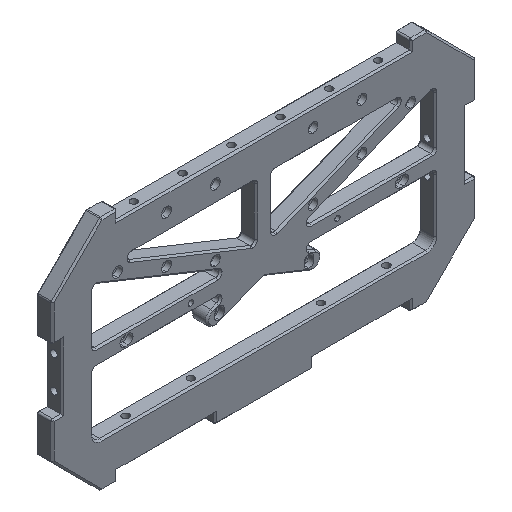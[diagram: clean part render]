
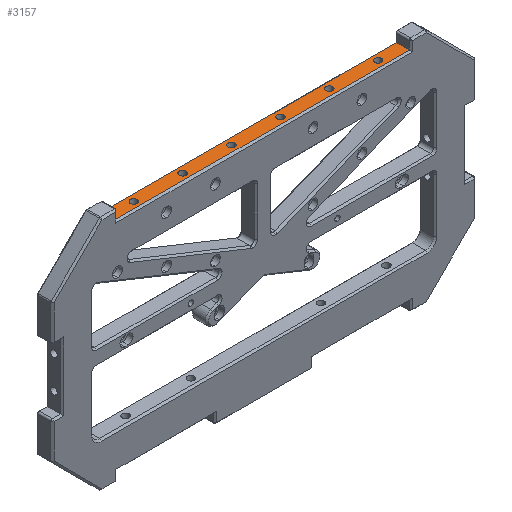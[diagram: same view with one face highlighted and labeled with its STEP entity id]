
A CAD part, isometric view. The second image highlights one B-rep face of the part: STEP entity #3157.
In plain terms, the highlighted planar face has unit normal (0, 0, 1).
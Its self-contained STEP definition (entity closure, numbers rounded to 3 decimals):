
#15 = VERTEX_POINT ( 'NONE', #7061 ) ;
#109 = CARTESIAN_POINT ( 'NONE',  ( -42.9, 0., 66.5 ) ) ;
#127 = EDGE_LOOP ( 'NONE', ( #6633, #2110 ) ) ;
#137 = CARTESIAN_POINT ( 'NONE',  ( 15., 0., 66.5 ) ) ;
#283 = LINE ( 'NONE', #11055, #6407 ) ;
#307 = DIRECTION ( 'NONE',  ( 0., 0., 1. ) ) ;
#321 = CARTESIAN_POINT ( 'NONE',  ( -77.1, 0., 66.5 ) ) ;
#444 = EDGE_LOOP ( 'NONE', ( #10825, #10707, #3616, #10392 ) ) ;
#505 = CARTESIAN_POINT ( 'NONE',  ( -45., 0., 66.5 ) ) ;
#560 = CARTESIAN_POINT ( 'NONE',  ( -17.1, 0., 66.5 ) ) ;
#606 = AXIS2_PLACEMENT_3D ( 'NONE', #9069, #11090, #7499 ) ;
#638 = LINE ( 'NONE', #11590, #6912 ) ;
#650 = AXIS2_PLACEMENT_3D ( 'NONE', #9232, #6364, #2778 ) ;
#665 = CARTESIAN_POINT ( 'NONE',  ( -45., 0., 66.5 ) ) ;
#708 = VECTOR ( 'NONE', #5621, 1000. ) ;
#766 = ORIENTED_EDGE ( 'NONE', *, *, #5677, .F. ) ;
#812 = FACE_BOUND ( 'NONE', #6425, .T. ) ;
#823 = CIRCLE ( 'NONE', #7316, 2.1 ) ;
#1187 = EDGE_CURVE ( 'NONE', #10295, #7683, #2093, .T. ) ;
#1269 = CARTESIAN_POINT ( 'NONE',  ( -90., 4., 66.5 ) ) ;
#1284 = ORIENTED_EDGE ( 'NONE', *, *, #9685, .F. ) ;
#1343 = CARTESIAN_POINT ( 'NONE',  ( -90., -4., 66.5 ) ) ;
#1398 = CIRCLE ( 'NONE', #2172, 2.1 ) ;
#1524 = ORIENTED_EDGE ( 'NONE', *, *, #1187, .F. ) ;
#1582 = DIRECTION ( 'NONE',  ( 0., 0., 1. ) ) ;
#1604 = FACE_BOUND ( 'NONE', #127, .T. ) ;
#1954 = VERTEX_POINT ( 'NONE', #7144 ) ;
#1971 = CARTESIAN_POINT ( 'NONE',  ( -90., 5., 66.5 ) ) ;
#1978 = EDGE_CURVE ( 'NONE', #5878, #9660, #4669, .T. ) ;
#2038 = VERTEX_POINT ( 'NONE', #1269 ) ;
#2084 = DIRECTION ( 'NONE',  ( 0., -1., 0. ) ) ;
#2093 = CIRCLE ( 'NONE', #5529, 2.1 ) ;
#2110 = ORIENTED_EDGE ( 'NONE', *, *, #6365, .F. ) ;
#2163 = CIRCLE ( 'NONE', #606, 2.1 ) ;
#2172 = AXIS2_PLACEMENT_3D ( 'NONE', #5203, #7945, #6317 ) ;
#2377 = AXIS2_PLACEMENT_3D ( 'NONE', #137, #7318, #10072 ) ;
#2464 = EDGE_CURVE ( 'NONE', #2038, #8360, #3828, .T. ) ;
#2666 = FACE_BOUND ( 'NONE', #3150, .T. ) ;
#2722 = ORIENTED_EDGE ( 'NONE', *, *, #6375, .F. ) ;
#2743 = CIRCLE ( 'NONE', #650, 2.1 ) ;
#2751 = DIRECTION ( 'NONE',  ( 1., 0., 0. ) ) ;
#2778 = DIRECTION ( 'NONE',  ( 1., 0., 0. ) ) ;
#3074 = AXIS2_PLACEMENT_3D ( 'NONE', #9939, #11751, #10622 ) ;
#3150 = EDGE_LOOP ( 'NONE', ( #4190, #1284 ) ) ;
#3157 = ADVANCED_FACE ( 'NONE', ( #10693, #11647, #1604, #812, #2666, #5317, #9730 ), #6143, .F. ) ;
#3166 = AXIS2_PLACEMENT_3D ( 'NONE', #6961, #1582, #8808 ) ;
#3236 = EDGE_CURVE ( 'NONE', #7683, #10295, #2163, .T. ) ;
#3272 = ORIENTED_EDGE ( 'NONE', *, *, #11324, .F. ) ;
#3428 = EDGE_LOOP ( 'NONE', ( #1524, #4680 ) ) ;
#3523 = CARTESIAN_POINT ( 'NONE',  ( 77.1, 0., 66.5 ) ) ;
#3616 = ORIENTED_EDGE ( 'NONE', *, *, #5581, .F. ) ;
#3749 = AXIS2_PLACEMENT_3D ( 'NONE', #6041, #6927, #4966 ) ;
#3828 = LINE ( 'NONE', #1971, #708 ) ;
#3850 = AXIS2_PLACEMENT_3D ( 'NONE', #665, #5283, #9751 ) ;
#4063 = LINE ( 'NONE', #10580, #11638 ) ;
#4190 = ORIENTED_EDGE ( 'NONE', *, *, #7834, .F. ) ;
#4291 = CARTESIAN_POINT ( 'NONE',  ( 72.9, 0., 66.5 ) ) ;
#4405 = EDGE_CURVE ( 'NONE', #8328, #2038, #4063, .T. ) ;
#4669 = CIRCLE ( 'NONE', #10192, 2.1 ) ;
#4680 = ORIENTED_EDGE ( 'NONE', *, *, #3236, .F. ) ;
#4682 = CARTESIAN_POINT ( 'NONE',  ( -72.9, 0., 66.5 ) ) ;
#4966 = DIRECTION ( 'NONE',  ( 1., 0., 0. ) ) ;
#5019 = AXIS2_PLACEMENT_3D ( 'NONE', #505, #5122, #6657 ) ;
#5122 = DIRECTION ( 'NONE',  ( 0., 0., 1. ) ) ;
#5203 = CARTESIAN_POINT ( 'NONE',  ( 45., 0., 66.5 ) ) ;
#5283 = DIRECTION ( 'NONE',  ( 0., 0., 1. ) ) ;
#5317 = FACE_BOUND ( 'NONE', #10182, .T. ) ;
#5365 = CARTESIAN_POINT ( 'NONE',  ( 0., 5., 66.5 ) ) ;
#5381 = CIRCLE ( 'NONE', #3850, 2.1 ) ;
#5529 = AXIS2_PLACEMENT_3D ( 'NONE', #10941, #9203, #2751 ) ;
#5581 = EDGE_CURVE ( 'NONE', #8328, #6740, #283, .T. ) ;
#5621 = DIRECTION ( 'NONE',  ( 0., -1., 0. ) ) ;
#5644 = CIRCLE ( 'NONE', #3749, 2.1 ) ;
#5677 = EDGE_CURVE ( 'NONE', #15, #1954, #5644, .T. ) ;
#5760 = CARTESIAN_POINT ( 'NONE',  ( -12.9, 0., 66.5 ) ) ;
#5807 = EDGE_CURVE ( 'NONE', #11780, #8570, #1398, .T. ) ;
#5878 = VERTEX_POINT ( 'NONE', #3523 ) ;
#6041 = CARTESIAN_POINT ( 'NONE',  ( 15., 0., 66.5 ) ) ;
#6136 = DIRECTION ( 'NONE',  ( 0., 0., 1. ) ) ;
#6143 = PLANE ( 'NONE',  #8820 ) ;
#6317 = DIRECTION ( 'NONE',  ( 1., 0., 0. ) ) ;
#6364 = DIRECTION ( 'NONE',  ( 0., 0., 1. ) ) ;
#6365 = EDGE_CURVE ( 'NONE', #9660, #5878, #2743, .T. ) ;
#6375 = EDGE_CURVE ( 'NONE', #1954, #15, #10384, .T. ) ;
#6407 = VECTOR ( 'NONE', #2084, 1000. ) ;
#6408 = CARTESIAN_POINT ( 'NONE',  ( 90., -4., 66.5 ) ) ;
#6425 = EDGE_LOOP ( 'NONE', ( #766, #2722 ) ) ;
#6428 = VERTEX_POINT ( 'NONE', #5760 ) ;
#6468 = CARTESIAN_POINT ( 'NONE',  ( 47.1, 0., 66.5 ) ) ;
#6633 = ORIENTED_EDGE ( 'NONE', *, *, #1978, .F. ) ;
#6646 = DIRECTION ( 'NONE',  ( 1., 0., 0. ) ) ;
#6657 = DIRECTION ( 'NONE',  ( 1., 0., 0. ) ) ;
#6740 = VERTEX_POINT ( 'NONE', #6408 ) ;
#6847 = CARTESIAN_POINT ( 'NONE',  ( 90., 4., 66.5 ) ) ;
#6912 = VECTOR ( 'NONE', #11643, 1000. ) ;
#6927 = DIRECTION ( 'NONE',  ( 0., 0., 1. ) ) ;
#6961 = CARTESIAN_POINT ( 'NONE',  ( 45., 0., 66.5 ) ) ;
#6998 = EDGE_CURVE ( 'NONE', #8633, #7096, #5381, .T. ) ;
#7061 = CARTESIAN_POINT ( 'NONE',  ( 17.1, 0., 66.5 ) ) ;
#7096 = VERTEX_POINT ( 'NONE', #109 ) ;
#7144 = CARTESIAN_POINT ( 'NONE',  ( 12.9, 0., 66.5 ) ) ;
#7316 = AXIS2_PLACEMENT_3D ( 'NONE', #8037, #6136, #9779 ) ;
#7318 = DIRECTION ( 'NONE',  ( 0., 0., 1. ) ) ;
#7463 = EDGE_CURVE ( 'NONE', #8360, #6740, #638, .T. ) ;
#7499 = DIRECTION ( 'NONE',  ( 1., 0., 0. ) ) ;
#7678 = CIRCLE ( 'NONE', #5019, 2.1 ) ;
#7683 = VERTEX_POINT ( 'NONE', #321 ) ;
#7709 = EDGE_CURVE ( 'NONE', #7096, #8633, #7678, .T. ) ;
#7791 = VERTEX_POINT ( 'NONE', #560 ) ;
#7834 = EDGE_CURVE ( 'NONE', #6428, #7791, #11675, .T. ) ;
#7938 = DIRECTION ( 'NONE',  ( -1., 0., 0. ) ) ;
#7945 = DIRECTION ( 'NONE',  ( 0., 0., 1. ) ) ;
#8037 = CARTESIAN_POINT ( 'NONE',  ( -15., 0., 66.5 ) ) ;
#8328 = VERTEX_POINT ( 'NONE', #6847 ) ;
#8360 = VERTEX_POINT ( 'NONE', #1343 ) ;
#8570 = VERTEX_POINT ( 'NONE', #6468 ) ;
#8595 = ORIENTED_EDGE ( 'NONE', *, *, #6998, .F. ) ;
#8633 = VERTEX_POINT ( 'NONE', #10120 ) ;
#8793 = CARTESIAN_POINT ( 'NONE',  ( 42.9, 0., 66.5 ) ) ;
#8808 = DIRECTION ( 'NONE',  ( 1., 0., 0. ) ) ;
#8820 = AXIS2_PLACEMENT_3D ( 'NONE', #5365, #8894, #7938 ) ;
#8894 = DIRECTION ( 'NONE',  ( 0., 0., -1. ) ) ;
#9069 = CARTESIAN_POINT ( 'NONE',  ( -75., 0., 66.5 ) ) ;
#9203 = DIRECTION ( 'NONE',  ( 0., 0., 1. ) ) ;
#9221 = CARTESIAN_POINT ( 'NONE',  ( 75., 0., 66.5 ) ) ;
#9232 = CARTESIAN_POINT ( 'NONE',  ( 75., 0., 66.5 ) ) ;
#9237 = ORIENTED_EDGE ( 'NONE', *, *, #5807, .F. ) ;
#9438 = DIRECTION ( 'NONE',  ( -1., 0., 0. ) ) ;
#9660 = VERTEX_POINT ( 'NONE', #4291 ) ;
#9685 = EDGE_CURVE ( 'NONE', #7791, #6428, #823, .T. ) ;
#9730 = FACE_BOUND ( 'NONE', #3428, .T. ) ;
#9751 = DIRECTION ( 'NONE',  ( 1., 0., 0. ) ) ;
#9779 = DIRECTION ( 'NONE',  ( 1., 0., 0. ) ) ;
#9939 = CARTESIAN_POINT ( 'NONE',  ( -15., 0., 66.5 ) ) ;
#10072 = DIRECTION ( 'NONE',  ( 1., 0., 0. ) ) ;
#10091 = EDGE_LOOP ( 'NONE', ( #3272, #9237 ) ) ;
#10120 = CARTESIAN_POINT ( 'NONE',  ( -47.1, 0., 66.5 ) ) ;
#10182 = EDGE_LOOP ( 'NONE', ( #10269, #8595 ) ) ;
#10192 = AXIS2_PLACEMENT_3D ( 'NONE', #9221, #307, #6646 ) ;
#10269 = ORIENTED_EDGE ( 'NONE', *, *, #7709, .F. ) ;
#10295 = VERTEX_POINT ( 'NONE', #4682 ) ;
#10384 = CIRCLE ( 'NONE', #2377, 2.1 ) ;
#10392 = ORIENTED_EDGE ( 'NONE', *, *, #4405, .T. ) ;
#10428 = CIRCLE ( 'NONE', #3166, 2.1 ) ;
#10580 = CARTESIAN_POINT ( 'NONE',  ( -90., 4., 66.5 ) ) ;
#10622 = DIRECTION ( 'NONE',  ( 1., 0., 0. ) ) ;
#10693 = FACE_BOUND ( 'NONE', #10091, .T. ) ;
#10707 = ORIENTED_EDGE ( 'NONE', *, *, #7463, .T. ) ;
#10825 = ORIENTED_EDGE ( 'NONE', *, *, #2464, .T. ) ;
#10941 = CARTESIAN_POINT ( 'NONE',  ( -75., 0., 66.5 ) ) ;
#11055 = CARTESIAN_POINT ( 'NONE',  ( 90., 5., 66.5 ) ) ;
#11090 = DIRECTION ( 'NONE',  ( 0., 0., 1. ) ) ;
#11324 = EDGE_CURVE ( 'NONE', #8570, #11780, #10428, .T. ) ;
#11590 = CARTESIAN_POINT ( 'NONE',  ( 0., -4., 66.5 ) ) ;
#11638 = VECTOR ( 'NONE', #9438, 1000. ) ;
#11643 = DIRECTION ( 'NONE',  ( 1., 0., 0. ) ) ;
#11647 = FACE_OUTER_BOUND ( 'NONE', #444, .T. ) ;
#11675 = CIRCLE ( 'NONE', #3074, 2.1 ) ;
#11751 = DIRECTION ( 'NONE',  ( 0., 0., 1. ) ) ;
#11780 = VERTEX_POINT ( 'NONE', #8793 ) ;
